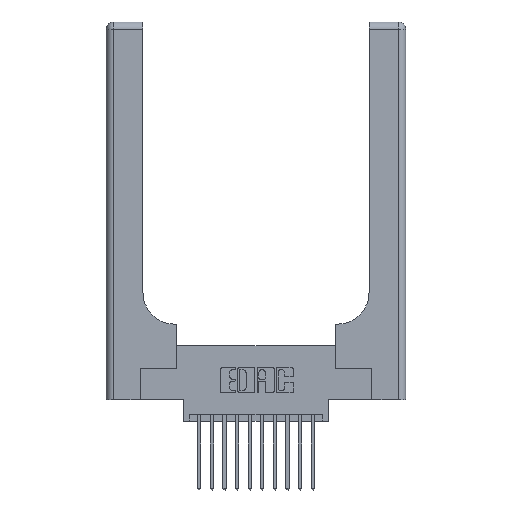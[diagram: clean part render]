
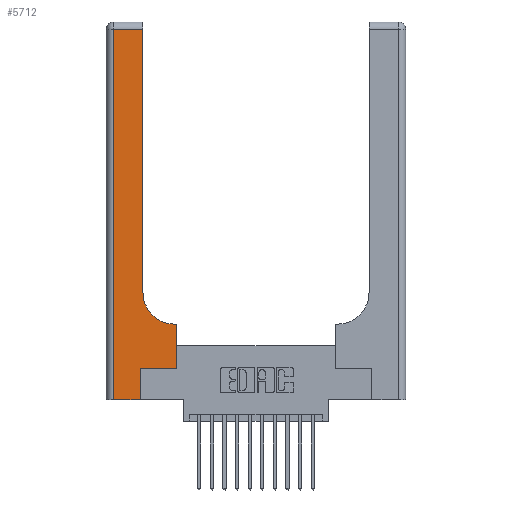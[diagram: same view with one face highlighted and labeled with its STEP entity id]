
A CAD part, top view. The second image highlights one B-rep face of the part: STEP entity #5712.
In plain terms, the highlighted planar face has unit normal (0, 0, 1).
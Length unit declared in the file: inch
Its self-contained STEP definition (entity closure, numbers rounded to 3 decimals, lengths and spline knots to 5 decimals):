
#222 = DIRECTION ( 'NONE',  ( 0., 1., 0. ) ) ;
#382 = VERTEX_POINT ( 'NONE', #4786 ) ;
#403 = VECTOR ( 'NONE', #12847, 39.37008 ) ;
#417 = CARTESIAN_POINT ( 'NONE',  ( 0.269, 0., 0.37 ) ) ;
#492 = ORIENTED_EDGE ( 'NONE', *, *, #15263, .T. ) ;
#821 = CARTESIAN_POINT ( 'NONE',  ( 0.5585, 0.25, 0.37 ) ) ;
#900 = EDGE_CURVE ( 'NONE', #13544, #4888, #9211, .T. ) ;
#953 = ORIENTED_EDGE ( 'NONE', *, *, #12763, .T. ) ;
#1036 = DIRECTION ( 'NONE',  ( 1., 0., 0. ) ) ;
#1343 = VERTEX_POINT ( 'NONE', #15282 ) ;
#1562 = LINE ( 'NONE', #1841, #8447 ) ;
#1841 = CARTESIAN_POINT ( 'NONE',  ( 0.06, 3., 0.37 ) ) ;
#1860 = CARTESIAN_POINT ( 'NONE',  ( 0.5415, 0.6, 0.37 ) ) ;
#2244 = DIRECTION ( 'NONE',  ( 0., 1., 0. ) ) ;
#2350 = CARTESIAN_POINT ( 'NONE',  ( 0., 2.94, 0.37 ) ) ;
#2641 = CARTESIAN_POINT ( 'NONE',  ( 0., 0., 0.37 ) ) ;
#2779 = DIRECTION ( 'NONE',  ( -1., 0., 0. ) ) ;
#3105 = VERTEX_POINT ( 'NONE', #10321 ) ;
#4014 = AXIS2_PLACEMENT_3D ( 'NONE', #17155, #9282, #1036 ) ;
#4039 = DIRECTION ( 'NONE',  ( 1., 0., 0. ) ) ;
#4126 = PLANE ( 'NONE',  #15489 ) ;
#4152 = LINE ( 'NONE', #4740, #403 ) ;
#4740 = CARTESIAN_POINT ( 'NONE',  ( 0.2915, 0.6, 0.37 ) ) ;
#4786 = CARTESIAN_POINT ( 'NONE',  ( 0.5585, 0.25, 0.37 ) ) ;
#4888 = VERTEX_POINT ( 'NONE', #12944 ) ;
#5644 = VECTOR ( 'NONE', #14201, 39.37008 ) ;
#5712 = ADVANCED_FACE ( 'NONE', ( #14200 ), #4126, .F. ) ;
#5858 = CARTESIAN_POINT ( 'NONE',  ( 0.2915, 3., 0.37 ) ) ;
#5972 = EDGE_LOOP ( 'NONE', ( #8474, #6640, #7456, #953, #16964, #11676, #6654, #492, #11445 ) ) ;
#6264 = VERTEX_POINT ( 'NONE', #9302 ) ;
#6373 = VECTOR ( 'NONE', #222, 39.37008 ) ;
#6640 = ORIENTED_EDGE ( 'NONE', *, *, #15478, .T. ) ;
#6654 = ORIENTED_EDGE ( 'NONE', *, *, #8613, .T. ) ;
#6662 = LINE ( 'NONE', #821, #13309 ) ;
#7300 = DIRECTION ( 'NONE',  ( 1., 0., 0. ) ) ;
#7456 = ORIENTED_EDGE ( 'NONE', *, *, #14602, .T. ) ;
#8447 = VECTOR ( 'NONE', #13954, 39.37008 ) ;
#8474 = ORIENTED_EDGE ( 'NONE', *, *, #15125, .T. ) ;
#8567 = CARTESIAN_POINT ( 'NONE',  ( 0.269, 0.25, 0.37 ) ) ;
#8613 = EDGE_CURVE ( 'NONE', #382, #14967, #6662, .T. ) ;
#8840 = LINE ( 'NONE', #2350, #11993 ) ;
#9205 = VERTEX_POINT ( 'NONE', #10323 ) ;
#9211 = LINE ( 'NONE', #417, #5644 ) ;
#9282 = DIRECTION ( 'NONE',  ( 0., 0., -1. ) ) ;
#9302 = CARTESIAN_POINT ( 'NONE',  ( 0.2915, 0.85, 0.37 ) ) ;
#9906 = EDGE_CURVE ( 'NONE', #4888, #382, #13062, .T. ) ;
#10321 = CARTESIAN_POINT ( 'NONE',  ( 0.2915, 2.94, 0.37 ) ) ;
#10323 = CARTESIAN_POINT ( 'NONE',  ( 0.06, 2.94, 0.37 ) ) ;
#10861 = VECTOR ( 'NONE', #4039, 39.37008 ) ;
#10975 = DIRECTION ( 'NONE',  ( 0., 0., -1. ) ) ;
#11445 = ORIENTED_EDGE ( 'NONE', *, *, #11990, .T. ) ;
#11676 = ORIENTED_EDGE ( 'NONE', *, *, #9906, .T. ) ;
#11887 = DIRECTION ( 'NONE',  ( -1., 0., 0. ) ) ;
#11917 = CIRCLE ( 'NONE', #4014, 0.25 ) ;
#11990 = EDGE_CURVE ( 'NONE', #12440, #6264, #11917, .T. ) ;
#11993 = VECTOR ( 'NONE', #11887, 39.37008 ) ;
#12440 = VERTEX_POINT ( 'NONE', #1860 ) ;
#12447 = CARTESIAN_POINT ( 'NONE',  ( 0.269, 0., 0.37 ) ) ;
#12763 = EDGE_CURVE ( 'NONE', #1343, #13544, #14724, .T. ) ;
#12847 = DIRECTION ( 'NONE',  ( -1., 0., 0. ) ) ;
#12944 = CARTESIAN_POINT ( 'NONE',  ( 0.269, 0.25, 0.37 ) ) ;
#13062 = LINE ( 'NONE', #8567, #16102 ) ;
#13309 = VECTOR ( 'NONE', #2244, 39.37008 ) ;
#13450 = CARTESIAN_POINT ( 'NONE',  ( 0.5585, 0.6, 0.37 ) ) ;
#13544 = VERTEX_POINT ( 'NONE', #12447 ) ;
#13545 = CARTESIAN_POINT ( 'NONE',  ( 0., 3., 0.37 ) ) ;
#13954 = DIRECTION ( 'NONE',  ( 0., -1., 0. ) ) ;
#14200 = FACE_OUTER_BOUND ( 'NONE', #5972, .T. ) ;
#14201 = DIRECTION ( 'NONE',  ( 0., 1., 0. ) ) ;
#14602 = EDGE_CURVE ( 'NONE', #9205, #1343, #1562, .T. ) ;
#14724 = LINE ( 'NONE', #2641, #10861 ) ;
#14967 = VERTEX_POINT ( 'NONE', #13450 ) ;
#15125 = EDGE_CURVE ( 'NONE', #6264, #3105, #16906, .T. ) ;
#15263 = EDGE_CURVE ( 'NONE', #14967, #12440, #4152, .T. ) ;
#15282 = CARTESIAN_POINT ( 'NONE',  ( 0.06, 0., 0.37 ) ) ;
#15478 = EDGE_CURVE ( 'NONE', #3105, #9205, #8840, .T. ) ;
#15489 = AXIS2_PLACEMENT_3D ( 'NONE', #13545, #10975, #2779 ) ;
#16102 = VECTOR ( 'NONE', #7300, 39.37008 ) ;
#16906 = LINE ( 'NONE', #5858, #6373 ) ;
#16964 = ORIENTED_EDGE ( 'NONE', *, *, #900, .T. ) ;
#17155 = CARTESIAN_POINT ( 'NONE',  ( 0.5415, 0.85, 0.37 ) ) ;
